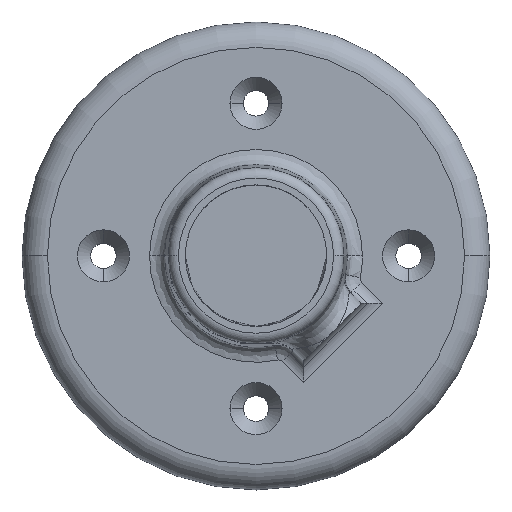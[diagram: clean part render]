
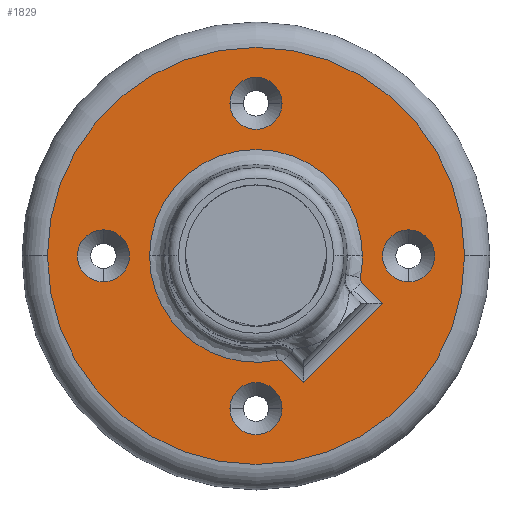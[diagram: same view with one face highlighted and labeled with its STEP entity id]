
A CAD part, top view. The second image highlights one B-rep face of the part: STEP entity #1829.
In plain terms, the highlighted planar face has unit normal (0, 0, 1).
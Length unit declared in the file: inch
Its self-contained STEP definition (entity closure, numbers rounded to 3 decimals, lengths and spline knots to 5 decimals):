
#178=CARTESIAN_POINT('',(-2.5625,0.,0.6));
#179=VERTEX_POINT('',#178);
#187=CARTESIAN_POINT('',(2.5625,0.0,0.6));
#188=VERTEX_POINT('',#187);
#189=CARTESIAN_POINT('',(0.0,0.0,0.6));
#190=DIRECTION('',(0.0,0.0,-1.0));
#191=DIRECTION('',(-1.0,0.0,0.0));
#192=AXIS2_PLACEMENT_3D('',#189,#190,#191);
#193=CIRCLE('',#192,2.5625);
#194=EDGE_CURVE('',#179,#188,#193,.T.);
#302=CARTESIAN_POINT('',(0.32,1.875,0.6));
#303=VERTEX_POINT('',#302);
#311=CARTESIAN_POINT('',(-0.32,1.875,0.6));
#312=VERTEX_POINT('',#311);
#319=CARTESIAN_POINT('',(0.,1.875,0.6));
#320=DIRECTION('',(0.0,0.0,-1.0));
#321=DIRECTION('',(1.0,0.0,0.0));
#322=AXIS2_PLACEMENT_3D('',#319,#320,#321);
#323=CIRCLE('',#322,0.32);
#324=EDGE_CURVE('',#303,#312,#323,.T.);
#418=CARTESIAN_POINT('',(1.875,-0.32,0.6));
#419=VERTEX_POINT('',#418);
#427=CARTESIAN_POINT('',(1.875,0.32,0.6));
#428=VERTEX_POINT('',#427);
#435=CARTESIAN_POINT('',(1.875,0.,0.6));
#436=DIRECTION('',(0.0,0.0,-1.0));
#437=DIRECTION('',(0.0,-1.0,0.0));
#438=AXIS2_PLACEMENT_3D('',#435,#436,#437);
#439=CIRCLE('',#438,0.32);
#440=EDGE_CURVE('',#419,#428,#439,.T.);
#534=CARTESIAN_POINT('',(-1.875,0.32,0.6));
#535=VERTEX_POINT('',#534);
#543=CARTESIAN_POINT('',(-1.875,-0.32,0.6));
#544=VERTEX_POINT('',#543);
#551=CARTESIAN_POINT('',(-1.875,0.,0.6));
#552=DIRECTION('',(0.0,0.0,-1.0));
#553=DIRECTION('',(0.0,1.0,0.0));
#554=AXIS2_PLACEMENT_3D('',#551,#552,#553);
#555=CIRCLE('',#554,0.32);
#556=EDGE_CURVE('',#535,#544,#555,.T.);
#650=CARTESIAN_POINT('',(-0.32,-1.875,0.6));
#651=VERTEX_POINT('',#650);
#659=CARTESIAN_POINT('',(0.32,-1.875,0.6));
#660=VERTEX_POINT('',#659);
#667=CARTESIAN_POINT('',(0.,-1.875,0.6));
#668=DIRECTION('',(0.0,0.0,-1.0));
#669=DIRECTION('',(-1.0,0.0,0.0));
#670=AXIS2_PLACEMENT_3D('',#667,#668,#669);
#671=CIRCLE('',#670,0.32);
#672=EDGE_CURVE('',#651,#660,#671,.T.);
#1162=CARTESIAN_POINT('',(-1.30763,0.,0.6));
#1163=VERTEX_POINT('',#1162);
#1171=CARTESIAN_POINT('',(0.26765,-1.27995,0.6));
#1172=VERTEX_POINT('',#1171);
#1173=CARTESIAN_POINT('',(0.0,0.0,0.6));
#1174=DIRECTION('',(0.0,0.0,1.0));
#1175=DIRECTION('',(-0.707,0.707,0.0));
#1176=AXIS2_PLACEMENT_3D('',#1173,#1174,#1175);
#1177=CIRCLE('',#1176,1.30763);
#1178=EDGE_CURVE('',#1163,#1172,#1177,.T.);
#1214=CARTESIAN_POINT('',(1.30763,0.,0.6));
#1215=VERTEX_POINT('',#1214);
#1224=CARTESIAN_POINT('',(1.27995,-0.26765,0.6));
#1225=VERTEX_POINT('',#1224);
#1233=CARTESIAN_POINT('',(0.0,0.0,0.6));
#1234=DIRECTION('',(0.0,0.0,1.0));
#1235=DIRECTION('',(-0.707,0.707,0.0));
#1236=AXIS2_PLACEMENT_3D('',#1233,#1234,#1235);
#1237=CIRCLE('',#1236,1.30763);
#1238=EDGE_CURVE('',#1225,#1215,#1237,.T.);
#1271=CARTESIAN_POINT('',(0.58395,-1.55622,0.6));
#1272=VERTEX_POINT('',#1271);
#1286=CARTESIAN_POINT('',(1.55622,-0.58395,0.6));
#1287=VERTEX_POINT('',#1286);
#1288=CARTESIAN_POINT('',(0.58395,-1.55622,0.6));
#1289=DIRECTION('',(0.707,0.707,0.0));
#1290=VECTOR('',#1289,1.375);
#1291=LINE('',#1288,#1290);
#1292=EDGE_CURVE('',#1272,#1287,#1291,.T.);
#1364=CARTESIAN_POINT('',(0.0,0.0,0.6));
#1365=DIRECTION('',(0.0,0.0,1.0));
#1366=DIRECTION('',(-0.707,0.707,0.0));
#1367=AXIS2_PLACEMENT_3D('',#1364,#1365,#1366);
#1368=CIRCLE('',#1367,1.30763);
#1369=EDGE_CURVE('',#1215,#1163,#1368,.T.);
#1434=CARTESIAN_POINT('',(0.32467,-1.29694,0.6));
#1435=VERTEX_POINT('',#1434);
#1436=CARTESIAN_POINT('',(0.32467,-1.29694,0.6));
#1437=CARTESIAN_POINT('',(0.31951,-1.29178,0.6));
#1438=CARTESIAN_POINT('',(0.31339,-1.2875,0.6));
#1439=CARTESIAN_POINT('',(0.30075,-1.28164,0.6));
#1440=CARTESIAN_POINT('',(0.29432,-1.27982,0.6));
#1441=CARTESIAN_POINT('',(0.28364,-1.27857,0.6));
#1442=CARTESIAN_POINT('',(0.27945,-1.27849,0.6));
#1443=CARTESIAN_POINT('',(0.27273,-1.27905,0.6));
#1444=CARTESIAN_POINT('',(0.27017,-1.27942,0.6));
#1445=CARTESIAN_POINT('',(0.26765,-1.27995,0.6));
#1446=B_SPLINE_CURVE_WITH_KNOTS('',3,(#1436,#1437,#1438,#1439,#1440,#1441,#1442,#1443,#1444,#1445),.UNSPECIFIED.,.F.,.U.,(4,2,2,2,4),(0.0,0.05565,0.10581,0.13716,0.15675),.UNSPECIFIED.);
#1447=EDGE_CURVE('',#1172,#1435,#1446,.F.);
#1525=CARTESIAN_POINT('',(1.29694,-0.32467,0.6));
#1526=VERTEX_POINT('',#1525);
#1534=CARTESIAN_POINT('',(1.27995,-0.26765,0.6));
#1535=CARTESIAN_POINT('',(1.27942,-0.27017,0.6));
#1536=CARTESIAN_POINT('',(1.27905,-0.27273,0.6));
#1537=CARTESIAN_POINT('',(1.27849,-0.27945,0.6));
#1538=CARTESIAN_POINT('',(1.27857,-0.28364,0.6));
#1539=CARTESIAN_POINT('',(1.27982,-0.29432,0.6));
#1540=CARTESIAN_POINT('',(1.28164,-0.30075,0.6));
#1541=CARTESIAN_POINT('',(1.2875,-0.31339,0.6));
#1542=CARTESIAN_POINT('',(1.29178,-0.31951,0.6));
#1543=CARTESIAN_POINT('',(1.29694,-0.32467,0.6));
#1544=B_SPLINE_CURVE_WITH_KNOTS('',3,(#1534,#1535,#1536,#1537,#1538,#1539,#1540,#1541,#1542,#1543),.UNSPECIFIED.,.F.,.U.,(4,2,2,2,4),(0.,0.01959,0.05094,0.1011,0.15675),.UNSPECIFIED.);
#1545=EDGE_CURVE('',#1526,#1225,#1544,.F.);
#1571=CARTESIAN_POINT('',(0.32467,-1.29694,0.6));
#1572=DIRECTION('',(0.707,-0.707,0.));
#1573=VECTOR('',#1572,0.36667);
#1574=LINE('',#1571,#1573);
#1575=EDGE_CURVE('',#1435,#1272,#1574,.T.);
#1588=CARTESIAN_POINT('',(1.55622,-0.58395,0.6));
#1589=DIRECTION('',(-0.707,0.707,0.));
#1590=VECTOR('',#1589,0.36667);
#1591=LINE('',#1588,#1590);
#1592=EDGE_CURVE('',#1287,#1526,#1591,.T.);
#1764=CARTESIAN_POINT('',(0.26136,0.,0.6));
#1765=DIRECTION('',(0.0,0.0,1.0));
#1766=DIRECTION('',(1.0,0.0,0.0));
#1767=AXIS2_PLACEMENT_3D('',#1764,#1765,#1766);
#1768=PLANE('',#1767);
#1769=CARTESIAN_POINT('',(0.0,0.0,0.6));
#1770=DIRECTION('',(0.0,0.0,-1.0));
#1771=DIRECTION('',(-1.0,0.0,0.0));
#1772=AXIS2_PLACEMENT_3D('',#1769,#1770,#1771);
#1773=CIRCLE('',#1772,2.5625);
#1774=EDGE_CURVE('',#188,#179,#1773,.T.);
#1775=ORIENTED_EDGE('',*,*,#1774,.F.);
#1776=ORIENTED_EDGE('',*,*,#194,.F.);
#1777=EDGE_LOOP('',(#1775,#1776));
#1778=FACE_OUTER_BOUND('',#1777,.T.);
#1779=ORIENTED_EDGE('',*,*,#672,.T.);
#1780=CARTESIAN_POINT('',(0.,-1.875,0.6));
#1781=DIRECTION('',(0.0,0.0,-1.0));
#1782=DIRECTION('',(-1.0,0.0,0.0));
#1783=AXIS2_PLACEMENT_3D('',#1780,#1781,#1782);
#1784=CIRCLE('',#1783,0.32);
#1785=EDGE_CURVE('',#660,#651,#1784,.T.);
#1786=ORIENTED_EDGE('',*,*,#1785,.T.);
#1787=EDGE_LOOP('',(#1779,#1786));
#1788=FACE_BOUND('',#1787,.T.);
#1789=ORIENTED_EDGE('',*,*,#556,.T.);
#1790=CARTESIAN_POINT('',(-1.875,0.,0.6));
#1791=DIRECTION('',(0.0,0.0,-1.0));
#1792=DIRECTION('',(0.0,1.0,0.0));
#1793=AXIS2_PLACEMENT_3D('',#1790,#1791,#1792);
#1794=CIRCLE('',#1793,0.32);
#1795=EDGE_CURVE('',#544,#535,#1794,.T.);
#1796=ORIENTED_EDGE('',*,*,#1795,.T.);
#1797=EDGE_LOOP('',(#1789,#1796));
#1798=FACE_BOUND('',#1797,.T.);
#1799=ORIENTED_EDGE('',*,*,#440,.T.);
#1800=CARTESIAN_POINT('',(1.875,0.,0.6));
#1801=DIRECTION('',(0.0,0.0,-1.0));
#1802=DIRECTION('',(0.0,-1.0,0.0));
#1803=AXIS2_PLACEMENT_3D('',#1800,#1801,#1802);
#1804=CIRCLE('',#1803,0.32);
#1805=EDGE_CURVE('',#428,#419,#1804,.T.);
#1806=ORIENTED_EDGE('',*,*,#1805,.T.);
#1807=EDGE_LOOP('',(#1799,#1806));
#1808=FACE_BOUND('',#1807,.T.);
#1809=ORIENTED_EDGE('',*,*,#324,.T.);
#1810=CARTESIAN_POINT('',(0.,1.875,0.6));
#1811=DIRECTION('',(0.0,0.0,-1.0));
#1812=DIRECTION('',(1.0,0.0,0.0));
#1813=AXIS2_PLACEMENT_3D('',#1810,#1811,#1812);
#1814=CIRCLE('',#1813,0.32);
#1815=EDGE_CURVE('',#312,#303,#1814,.T.);
#1816=ORIENTED_EDGE('',*,*,#1815,.T.);
#1817=EDGE_LOOP('',(#1809,#1816));
#1818=FACE_BOUND('',#1817,.T.);
#1819=ORIENTED_EDGE('',*,*,#1238,.F.);
#1820=ORIENTED_EDGE('',*,*,#1545,.F.);
#1821=ORIENTED_EDGE('',*,*,#1592,.F.);
#1822=ORIENTED_EDGE('',*,*,#1292,.F.);
#1823=ORIENTED_EDGE('',*,*,#1575,.F.);
#1824=ORIENTED_EDGE('',*,*,#1447,.F.);
#1825=ORIENTED_EDGE('',*,*,#1178,.F.);
#1826=ORIENTED_EDGE('',*,*,#1369,.F.);
#1827=EDGE_LOOP('',(#1819,#1820,#1821,#1822,#1823,#1824,#1825,#1826));
#1828=FACE_BOUND('',#1827,.T.);
#1829=ADVANCED_FACE('',(#1778,#1788,#1798,#1808,#1818,#1828),#1768,.T.);
